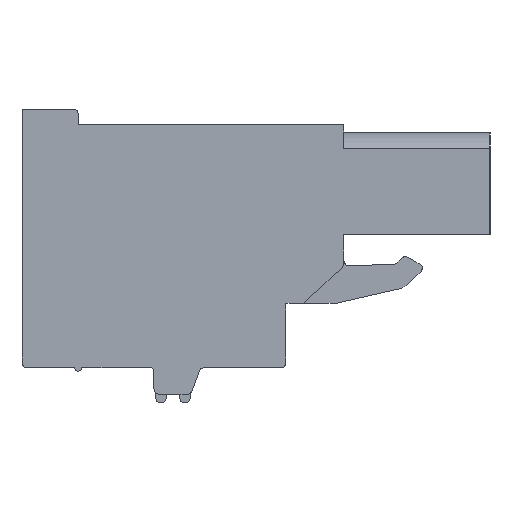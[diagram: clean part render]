
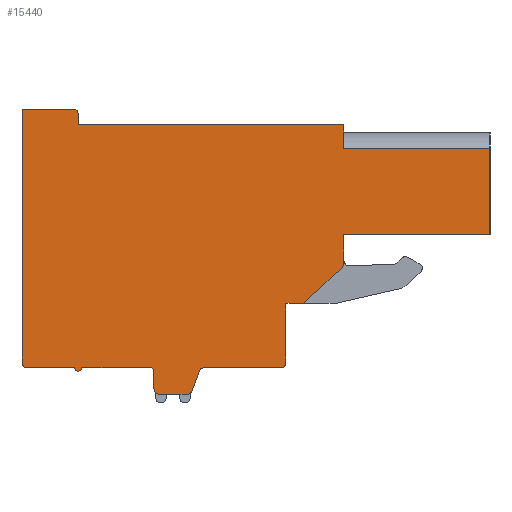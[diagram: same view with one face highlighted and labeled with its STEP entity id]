
A CAD part, left-side view. The second image highlights one B-rep face of the part: STEP entity #15440.
In plain terms, the highlighted planar face has unit normal (-1, 0, 0).
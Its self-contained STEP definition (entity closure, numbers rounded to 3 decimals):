
#1=DIRECTION('',(0.,1.,0.));
#2=VECTOR('',#1,8.3);
#3=CARTESIAN_POINT('',(0.,-13.96,5.635));
#4=LINE('',#3,#2);
#5=DIRECTION('',(0.,1.,0.));
#6=VECTOR('',#5,8.3);
#7=CARTESIAN_POINT('',(0.,-13.96,0.73));
#8=LINE('',#7,#6);
#9=DIRECTION('',(0.,0.,-1.));
#10=VECTOR('',#9,1.64);
#11=CARTESIAN_POINT('',(0.,-5.66,0.73));
#12=LINE('',#11,#10);
#13=CARTESIAN_POINT('',(0.,-5.36,-0.91));
#14=DIRECTION('',(1.,0.,0.));
#15=DIRECTION('',(0.,-1.,0.));
#16=AXIS2_PLACEMENT_3D('',#13,#14,#15);
#18=DIRECTION('',(0.,0.731,-0.683));
#19=VECTOR('',#18,3.018);
#20=CARTESIAN_POINT('',(0.,-5.565,-1.129));
#21=LINE('',#20,#19);
#22=DIRECTION('',(0.,1.,0.));
#23=VECTOR('',#22,1.);
#24=CARTESIAN_POINT('',(0.,-3.36,-3.19));
#25=LINE('',#24,#23);
#26=DIRECTION('',(0.,0.,-1.));
#27=VECTOR('',#26,0.5);
#28=CARTESIAN_POINT('',(0.,-2.36,-3.19));
#29=LINE('',#28,#27);
#30=DIRECTION('',(0.,0.,-1.));
#31=VECTOR('',#30,2.35);
#32=CARTESIAN_POINT('',(0.,-2.36,-3.69));
#33=LINE('',#32,#31);
#34=DIRECTION('',(0.,0.,-1.));
#35=VECTOR('',#34,0.5);
#36=CARTESIAN_POINT('',(0.,-2.36,-6.04));
#37=LINE('',#36,#35);
#38=CARTESIAN_POINT('',(0.,-2.06,-6.54));
#39=DIRECTION('',(1.,0.,0.));
#40=DIRECTION('',(0.,-1.,0.));
#41=AXIS2_PLACEMENT_3D('',#38,#39,#40);
#43=DIRECTION('',(0.,1.,0.));
#44=VECTOR('',#43,4.34);
#45=CARTESIAN_POINT('',(0.,-2.06,-6.84));
#46=LINE('',#45,#44);
#47=CARTESIAN_POINT('',(0.,2.28,-7.14));
#48=DIRECTION('',(-1.,0.,0.));
#49=DIRECTION('',(0.,0.,1.));
#50=AXIS2_PLACEMENT_3D('',#47,#48,#49);
#52=DIRECTION('',(0.,0.345,-0.939));
#53=VECTOR('',#52,1.179);
#54=CARTESIAN_POINT('',(0.,2.562,-7.037));
#55=LINE('',#54,#53);
#56=CARTESIAN_POINT('',(0.,3.25,-8.04));
#57=DIRECTION('',(1.,0.,0.));
#58=DIRECTION('',(0.,-0.939,-0.345));
#59=AXIS2_PLACEMENT_3D('',#56,#57,#58);
#61=DIRECTION('',(0.,1.,0.));
#62=VECTOR('',#61,1.59);
#63=CARTESIAN_POINT('',(0.,3.25,-8.34));
#64=LINE('',#63,#62);
#65=CARTESIAN_POINT('',(0.,4.84,-8.04));
#66=DIRECTION('',(1.,0.,0.));
#67=DIRECTION('',(0.,0.,-1.));
#68=AXIS2_PLACEMENT_3D('',#65,#66,#67);
#70=DIRECTION('',(0.,0.,1.));
#71=VECTOR('',#70,1.);
#72=CARTESIAN_POINT('',(0.,5.14,-8.04));
#73=LINE('',#72,#71);
#74=CARTESIAN_POINT('',(0.,5.34,-7.04));
#75=DIRECTION('',(-1.,0.,0.));
#76=DIRECTION('',(0.,-1.,0.));
#77=AXIS2_PLACEMENT_3D('',#74,#75,#76);
#79=DIRECTION('',(0.,1.,0.));
#80=VECTOR('',#79,3.9);
#81=CARTESIAN_POINT('',(0.,5.34,-6.84));
#82=LINE('',#81,#80);
#83=CARTESIAN_POINT('',(0.,9.44,-6.84));
#84=DIRECTION('',(1.,0.,0.));
#85=DIRECTION('',(0.,-1.,0.));
#86=AXIS2_PLACEMENT_3D('',#83,#84,#85);
#88=DIRECTION('',(0.,1.,0.));
#89=VECTOR('',#88,2.7);
#90=CARTESIAN_POINT('',(0.,9.64,-6.84));
#91=LINE('',#90,#89);
#92=CARTESIAN_POINT('',(0.,12.34,-6.54));
#93=DIRECTION('',(1.,0.,0.));
#94=DIRECTION('',(0.,0.,-1.));
#95=AXIS2_PLACEMENT_3D('',#92,#93,#94);
#97=DIRECTION('',(0.,0.,1.));
#98=VECTOR('',#97,0.5);
#99=CARTESIAN_POINT('',(0.,12.64,-6.54));
#100=LINE('',#99,#98);
#101=DIRECTION('',(0.,0.,1.));
#102=VECTOR('',#101,13.9);
#103=CARTESIAN_POINT('',(0.,12.64,-6.04));
#104=LINE('',#103,#102);
#105=DIRECTION('',(0.,-1.,0.));
#106=VECTOR('',#105,2.9);
#107=CARTESIAN_POINT('',(0.,12.64,7.86));
#108=LINE('',#107,#106);
#109=CARTESIAN_POINT('',(0.,9.74,7.56));
#110=DIRECTION('',(1.,0.,0.));
#111=DIRECTION('',(0.,0.,1.));
#112=AXIS2_PLACEMENT_3D('',#109,#110,#111);
#114=DIRECTION('',(0.,0.,-1.));
#115=VECTOR('',#114,0.6);
#116=CARTESIAN_POINT('',(0.,9.44,7.56));
#117=LINE('',#116,#115);
#118=DIRECTION('',(0.,-1.,0.));
#119=VECTOR('',#118,15.1);
#120=CARTESIAN_POINT('',(0.,9.44,6.96));
#121=LINE('',#120,#119);
#301=DIRECTION('',(0.,0.,1.));
#302=VECTOR('',#301,1.325);
#303=CARTESIAN_POINT('',(0.,-5.66,5.635));
#304=LINE('',#303,#302);
#856=DIRECTION('',(0.,0.,1.));
#857=VECTOR('',#856,4.905);
#858=CARTESIAN_POINT('',(0.,-13.96,0.73));
#859=LINE('',#858,#857);
#11701=CARTESIAN_POINT('',(0.,12.34,-6.84));
#11702=CARTESIAN_POINT('',(0.,12.64,-6.54));
#11703=VERTEX_POINT('',#11701);
#11704=VERTEX_POINT('',#11702);
#11705=CARTESIAN_POINT('',(0.,12.64,-6.04));
#11706=VERTEX_POINT('',#11705);
#11707=CARTESIAN_POINT('',(0.,12.64,7.86));
#11708=VERTEX_POINT('',#11707);
#11709=CARTESIAN_POINT('',(0.,9.74,7.86));
#11710=VERTEX_POINT('',#11709);
#11711=CARTESIAN_POINT('',(0.,9.44,7.56));
#11712=VERTEX_POINT('',#11711);
#11713=CARTESIAN_POINT('',(0.,9.44,6.96));
#11714=VERTEX_POINT('',#11713);
#11715=CARTESIAN_POINT('',(0.,-5.66,6.96));
#11716=VERTEX_POINT('',#11715);
#11717=CARTESIAN_POINT('',(0.,-13.96,0.73));
#11718=CARTESIAN_POINT('',(0.,-5.66,0.73));
#11719=VERTEX_POINT('',#11717);
#11720=VERTEX_POINT('',#11718);
#11721=CARTESIAN_POINT('',(0.,-5.66,-0.91));
#11722=VERTEX_POINT('',#11721);
#11723=CARTESIAN_POINT('',(0.,-5.565,-1.129));
#11724=VERTEX_POINT('',#11723);
#11725=CARTESIAN_POINT('',(0.,-3.36,-3.19));
#11726=VERTEX_POINT('',#11725);
#11727=CARTESIAN_POINT('',(0.,-2.36,-3.19));
#11728=VERTEX_POINT('',#11727);
#11729=CARTESIAN_POINT('',(0.,-2.36,-3.69));
#11730=VERTEX_POINT('',#11729);
#11731=CARTESIAN_POINT('',(0.,-2.36,-6.04));
#11732=VERTEX_POINT('',#11731);
#11733=CARTESIAN_POINT('',(0.,-2.36,-6.54));
#11734=VERTEX_POINT('',#11733);
#11735=CARTESIAN_POINT('',(0.,-2.06,-6.84));
#11736=VERTEX_POINT('',#11735);
#11737=CARTESIAN_POINT('',(0.,2.28,-6.84));
#11738=VERTEX_POINT('',#11737);
#11739=CARTESIAN_POINT('',(0.,2.562,-7.037));
#11740=VERTEX_POINT('',#11739);
#11741=CARTESIAN_POINT('',(0.,2.968,-8.143));
#11742=VERTEX_POINT('',#11741);
#11743=CARTESIAN_POINT('',(0.,3.25,-8.34));
#11744=VERTEX_POINT('',#11743);
#11745=CARTESIAN_POINT('',(0.,4.84,-8.34));
#11746=VERTEX_POINT('',#11745);
#11747=CARTESIAN_POINT('',(0.,5.14,-8.04));
#11748=VERTEX_POINT('',#11747);
#11749=CARTESIAN_POINT('',(0.,5.14,-7.04));
#11750=VERTEX_POINT('',#11749);
#11751=CARTESIAN_POINT('',(0.,5.34,-6.84));
#11752=VERTEX_POINT('',#11751);
#11753=CARTESIAN_POINT('',(0.,9.24,-6.84));
#11754=VERTEX_POINT('',#11753);
#11755=CARTESIAN_POINT('',(0.,9.64,-6.84));
#11756=VERTEX_POINT('',#11755);
#12061=CARTESIAN_POINT('',(0.,-13.96,5.635));
#12062=CARTESIAN_POINT('',(0.,-5.66,5.635));
#12063=VERTEX_POINT('',#12061);
#12064=VERTEX_POINT('',#12062);
#15373=CARTESIAN_POINT('',(0.,0.,0.));
#15374=DIRECTION('',(1.,0.,0.));
#15375=DIRECTION('',(0.,-1.,0.));
#15376=AXIS2_PLACEMENT_3D('',#15373,#15374,#15375);
#15377=PLANE('',#15376);
#15379=ORIENTED_EDGE('',*,*,#15378,.F.);
#15381=ORIENTED_EDGE('',*,*,#15380,.F.);
#15383=ORIENTED_EDGE('',*,*,#15382,.T.);
#15385=ORIENTED_EDGE('',*,*,#15384,.T.);
#15387=ORIENTED_EDGE('',*,*,#15386,.T.);
#15389=ORIENTED_EDGE('',*,*,#15388,.T.);
#15391=ORIENTED_EDGE('',*,*,#15390,.T.);
#15393=ORIENTED_EDGE('',*,*,#15392,.T.);
#15395=ORIENTED_EDGE('',*,*,#15394,.T.);
#15397=ORIENTED_EDGE('',*,*,#15396,.T.);
#15399=ORIENTED_EDGE('',*,*,#15398,.T.);
#15401=ORIENTED_EDGE('',*,*,#15400,.T.);
#15403=ORIENTED_EDGE('',*,*,#15402,.T.);
#15405=ORIENTED_EDGE('',*,*,#15404,.T.);
#15407=ORIENTED_EDGE('',*,*,#15406,.T.);
#15409=ORIENTED_EDGE('',*,*,#15408,.T.);
#15411=ORIENTED_EDGE('',*,*,#15410,.T.);
#15413=ORIENTED_EDGE('',*,*,#15412,.T.);
#15415=ORIENTED_EDGE('',*,*,#15414,.T.);
#15417=ORIENTED_EDGE('',*,*,#15416,.T.);
#15419=ORIENTED_EDGE('',*,*,#15418,.T.);
#15421=ORIENTED_EDGE('',*,*,#15420,.T.);
#15423=ORIENTED_EDGE('',*,*,#15422,.T.);
#15425=ORIENTED_EDGE('',*,*,#15424,.T.);
#15427=ORIENTED_EDGE('',*,*,#15426,.T.);
#15429=ORIENTED_EDGE('',*,*,#15428,.T.);
#15431=ORIENTED_EDGE('',*,*,#15430,.T.);
#15433=ORIENTED_EDGE('',*,*,#15432,.T.);
#15435=ORIENTED_EDGE('',*,*,#15434,.T.);
#15437=ORIENTED_EDGE('',*,*,#15436,.F.);
#15438=EDGE_LOOP('',(#15379,#15381,#15383,#15385,#15387,#15389,#15391,#15393,
#15395,#15397,#15399,#15401,#15403,#15405,#15407,#15409,#15411,#15413,#15415,
#15417,#15419,#15421,#15423,#15425,#15427,#15429,#15431,#15433,#15435,#15437));
#15439=FACE_OUTER_BOUND('',#15438,.F.);
#15440=ADVANCED_FACE('',(#15439),#15377,.F.);
#17=CIRCLE('',#16,0.3);
#42=CIRCLE('',#41,0.3);
#51=CIRCLE('',#50,0.3);
#60=CIRCLE('',#59,0.3);
#69=CIRCLE('',#68,0.3);
#78=CIRCLE('',#77,0.2);
#87=CIRCLE('',#86,0.2);
#96=CIRCLE('',#95,0.3);
#113=CIRCLE('',#112,0.3);
#15378=EDGE_CURVE('',#12063,#12064,#4,.T.);
#15380=EDGE_CURVE('',#11719,#12063,#859,.T.);
#15382=EDGE_CURVE('',#11719,#11720,#8,.T.);
#15384=EDGE_CURVE('',#11720,#11722,#12,.T.);
#15386=EDGE_CURVE('',#11722,#11724,#17,.T.);
#15388=EDGE_CURVE('',#11724,#11726,#21,.T.);
#15390=EDGE_CURVE('',#11726,#11728,#25,.T.);
#15392=EDGE_CURVE('',#11728,#11730,#29,.T.);
#15394=EDGE_CURVE('',#11730,#11732,#33,.T.);
#15396=EDGE_CURVE('',#11732,#11734,#37,.T.);
#15398=EDGE_CURVE('',#11734,#11736,#42,.T.);
#15400=EDGE_CURVE('',#11736,#11738,#46,.T.);
#15402=EDGE_CURVE('',#11738,#11740,#51,.T.);
#15404=EDGE_CURVE('',#11740,#11742,#55,.T.);
#15406=EDGE_CURVE('',#11742,#11744,#60,.T.);
#15408=EDGE_CURVE('',#11744,#11746,#64,.T.);
#15410=EDGE_CURVE('',#11746,#11748,#69,.T.);
#15412=EDGE_CURVE('',#11748,#11750,#73,.T.);
#15414=EDGE_CURVE('',#11750,#11752,#78,.T.);
#15416=EDGE_CURVE('',#11752,#11754,#82,.T.);
#15418=EDGE_CURVE('',#11754,#11756,#87,.T.);
#15420=EDGE_CURVE('',#11756,#11703,#91,.T.);
#15422=EDGE_CURVE('',#11703,#11704,#96,.T.);
#15424=EDGE_CURVE('',#11704,#11706,#100,.T.);
#15426=EDGE_CURVE('',#11706,#11708,#104,.T.);
#15428=EDGE_CURVE('',#11708,#11710,#108,.T.);
#15430=EDGE_CURVE('',#11710,#11712,#113,.T.);
#15432=EDGE_CURVE('',#11712,#11714,#117,.T.);
#15434=EDGE_CURVE('',#11714,#11716,#121,.T.);
#15436=EDGE_CURVE('',#12064,#11716,#304,.T.);
